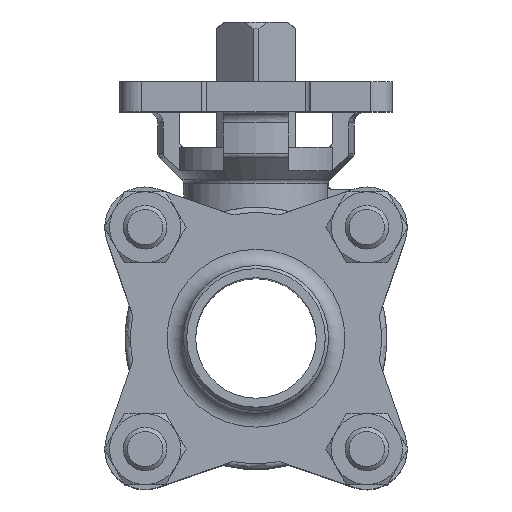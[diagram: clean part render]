
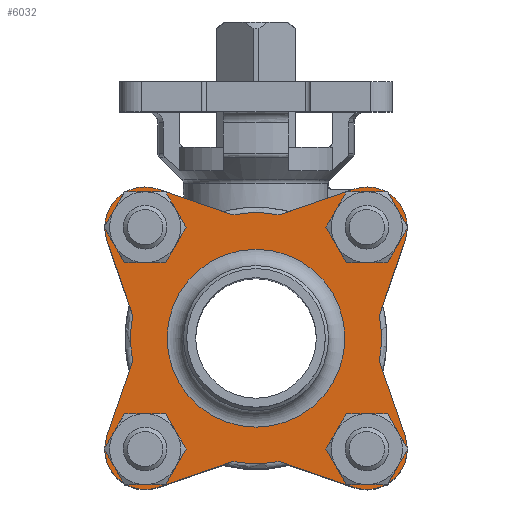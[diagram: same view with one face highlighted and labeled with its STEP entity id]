
A CAD part, top view. The second image highlights one B-rep face of the part: STEP entity #6032.
In plain terms, the highlighted planar face has unit normal (0, 0, 1).
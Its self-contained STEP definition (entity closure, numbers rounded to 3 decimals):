
#138=LINE('',#10367,#410);
#139=LINE('',#10371,#411);
#140=LINE('',#10372,#412);
#141=LINE('',#10376,#413);
#142=LINE('',#10377,#414);
#143=LINE('',#10381,#415);
#144=LINE('',#10382,#416);
#145=LINE('',#10386,#417);
#410=VECTOR('',#7796,1000.);
#411=VECTOR('',#7799,1000.);
#412=VECTOR('',#7800,1000.);
#413=VECTOR('',#7803,1000.);
#414=VECTOR('',#7804,1000.);
#415=VECTOR('',#7807,1000.);
#416=VECTOR('',#7808,1000.);
#417=VECTOR('',#7811,1000.);
#575=PLANE('',#6626);
#928=CIRCLE('',#6472,23.);
#931=CIRCLE('',#6476,23.);
#933=CIRCLE('',#6479,23.);
#1029=CIRCLE('',#6627,6.);
#1030=CIRCLE('',#6628,6.);
#1031=CIRCLE('',#6629,6.);
#1032=CIRCLE('',#6630,6.);
#1033=CIRCLE('',#6631,23.);
#1034=CIRCLE('',#6632,7.4);
#1035=CIRCLE('',#6633,7.4);
#1036=CIRCLE('',#6634,7.4);
#1037=CIRCLE('',#6635,7.4);
#1038=CIRCLE('',#6636,16.3);
#1759=ORIENTED_EDGE('',*,*,#3484,.F.);
#1760=ORIENTED_EDGE('',*,*,#3485,.F.);
#1761=ORIENTED_EDGE('',*,*,#3486,.F.);
#1762=ORIENTED_EDGE('',*,*,#3487,.F.);
#1763=ORIENTED_EDGE('',*,*,#3488,.F.);
#1764=ORIENTED_EDGE('',*,*,#3489,.T.);
#1765=ORIENTED_EDGE('',*,*,#3490,.T.);
#1766=ORIENTED_EDGE('',*,*,#3491,.T.);
#1767=ORIENTED_EDGE('',*,*,#3225,.F.);
#1768=ORIENTED_EDGE('',*,*,#3492,.T.);
#1769=ORIENTED_EDGE('',*,*,#3493,.T.);
#1770=ORIENTED_EDGE('',*,*,#3494,.T.);
#1771=ORIENTED_EDGE('',*,*,#3231,.F.);
#1772=ORIENTED_EDGE('',*,*,#3495,.T.);
#1773=ORIENTED_EDGE('',*,*,#3496,.T.);
#1774=ORIENTED_EDGE('',*,*,#3497,.T.);
#1775=ORIENTED_EDGE('',*,*,#3235,.F.);
#1776=ORIENTED_EDGE('',*,*,#3498,.T.);
#1777=ORIENTED_EDGE('',*,*,#3499,.T.);
#1778=ORIENTED_EDGE('',*,*,#3500,.T.);
#1779=ORIENTED_EDGE('',*,*,#3501,.T.);
#3225=EDGE_CURVE('',#4086,#4088,#928,.T.);
#3231=EDGE_CURVE('',#4093,#4091,#931,.T.);
#3235=EDGE_CURVE('',#4097,#4095,#933,.T.);
#3484=EDGE_CURVE('',#4279,#4279,#1029,.T.);
#3485=EDGE_CURVE('',#4280,#4280,#1030,.T.);
#3486=EDGE_CURVE('',#4281,#4281,#1031,.T.);
#3487=EDGE_CURVE('',#4282,#4282,#1032,.T.);
#3488=EDGE_CURVE('',#4283,#4284,#1033,.T.);
#3489=EDGE_CURVE('',#4283,#4285,#138,.T.);
#3490=EDGE_CURVE('',#4285,#4286,#1034,.T.);
#3491=EDGE_CURVE('',#4286,#4088,#139,.T.);
#3492=EDGE_CURVE('',#4086,#4287,#140,.T.);
#3493=EDGE_CURVE('',#4287,#4288,#1035,.T.);
#3494=EDGE_CURVE('',#4288,#4091,#141,.T.);
#3495=EDGE_CURVE('',#4093,#4289,#142,.T.);
#3496=EDGE_CURVE('',#4289,#4290,#1036,.T.);
#3497=EDGE_CURVE('',#4290,#4095,#143,.T.);
#3498=EDGE_CURVE('',#4097,#4291,#144,.T.);
#3499=EDGE_CURVE('',#4291,#4292,#1037,.T.);
#3500=EDGE_CURVE('',#4292,#4284,#145,.T.);
#3501=EDGE_CURVE('',#4293,#4293,#1038,.T.);
#4086=VERTEX_POINT('',#9593);
#4088=VERTEX_POINT('',#9596);
#4091=VERTEX_POINT('',#9613);
#4093=VERTEX_POINT('',#9622);
#4095=VERTEX_POINT('',#9632);
#4097=VERTEX_POINT('',#9641);
#4279=VERTEX_POINT('',#10357);
#4280=VERTEX_POINT('',#10359);
#4281=VERTEX_POINT('',#10361);
#4282=VERTEX_POINT('',#10363);
#4283=VERTEX_POINT('',#10365);
#4284=VERTEX_POINT('',#10366);
#4285=VERTEX_POINT('',#10368);
#4286=VERTEX_POINT('',#10370);
#4287=VERTEX_POINT('',#10373);
#4288=VERTEX_POINT('',#10375);
#4289=VERTEX_POINT('',#10378);
#4290=VERTEX_POINT('',#10380);
#4291=VERTEX_POINT('',#10383);
#4292=VERTEX_POINT('',#10385);
#4293=VERTEX_POINT('',#10388);
#4936=EDGE_LOOP('',(#1759));
#4937=EDGE_LOOP('',(#1760));
#4938=EDGE_LOOP('',(#1761));
#4939=EDGE_LOOP('',(#1762));
#4940=EDGE_LOOP('',(#1763,#1764,#1765,#1766,#1767,#1768,#1769,#1770,#1771,
#1772,#1773,#1774,#1775,#1776,#1777,#1778));
#4941=EDGE_LOOP('',(#1779));
#5437=FACE_BOUND('',#4936,.T.);
#5438=FACE_BOUND('',#4937,.T.);
#5439=FACE_BOUND('',#4938,.T.);
#5440=FACE_BOUND('',#4939,.T.);
#5441=FACE_BOUND('',#4940,.T.);
#5442=FACE_BOUND('',#4941,.T.);
#6032=ADVANCED_FACE('',(#5437,#5438,#5439,#5440,#5441,#5442),#575,.F.);
#6472=AXIS2_PLACEMENT_3D('',#9595,#7393,#7394);
#6476=AXIS2_PLACEMENT_3D('',#9623,#7401,#7402);
#6479=AXIS2_PLACEMENT_3D('',#9642,#7407,#7408);
#6626=AXIS2_PLACEMENT_3D('',#10355,#7784,#7785);
#6627=AXIS2_PLACEMENT_3D('',#10356,#7786,#7787);
#6628=AXIS2_PLACEMENT_3D('',#10358,#7788,#7789);
#6629=AXIS2_PLACEMENT_3D('',#10360,#7790,#7791);
#6630=AXIS2_PLACEMENT_3D('',#10362,#7792,#7793);
#6631=AXIS2_PLACEMENT_3D('',#10364,#7794,#7795);
#6632=AXIS2_PLACEMENT_3D('',#10369,#7797,#7798);
#6633=AXIS2_PLACEMENT_3D('',#10374,#7801,#7802);
#6634=AXIS2_PLACEMENT_3D('',#10379,#7805,#7806);
#6635=AXIS2_PLACEMENT_3D('',#10384,#7809,#7810);
#6636=AXIS2_PLACEMENT_3D('',#10387,#7812,#7813);
#7393=DIRECTION('',(0.,0.,-1.));
#7394=DIRECTION('',(-1.,0.,0.));
#7401=DIRECTION('',(0.,0.,-1.));
#7402=DIRECTION('',(-1.,0.,0.));
#7407=DIRECTION('',(0.,0.,-1.));
#7408=DIRECTION('',(-1.,0.,0.));
#7784=DIRECTION('',(0.,0.,-1.));
#7785=DIRECTION('',(-1.,0.,0.));
#7786=DIRECTION('',(0.,0.,1.));
#7787=DIRECTION('',(1.,0.,0.));
#7788=DIRECTION('',(0.,0.,1.));
#7789=DIRECTION('',(1.,0.,0.));
#7790=DIRECTION('',(0.,0.,1.));
#7791=DIRECTION('',(1.,0.,0.));
#7792=DIRECTION('',(0.,0.,1.));
#7793=DIRECTION('',(1.,0.,0.));
#7794=DIRECTION('',(0.,0.,-1.));
#7795=DIRECTION('',(-1.,0.,0.));
#7796=DIRECTION('',(-0.946,0.326,0.));
#7797=DIRECTION('',(0.,0.,1.));
#7798=DIRECTION('',(1.,0.,0.));
#7799=DIRECTION('',(0.326,-0.946,0.));
#7800=DIRECTION('',(-0.326,-0.946,0.));
#7801=DIRECTION('',(0.,0.,1.));
#7802=DIRECTION('',(1.,0.,0.));
#7803=DIRECTION('',(0.946,0.326,0.));
#7804=DIRECTION('',(0.946,-0.326,0.));
#7805=DIRECTION('',(0.,0.,1.));
#7806=DIRECTION('',(1.,0.,0.));
#7807=DIRECTION('',(-0.326,0.946,0.));
#7808=DIRECTION('',(0.326,0.946,0.));
#7809=DIRECTION('',(0.,0.,1.));
#7810=DIRECTION('',(1.,0.,0.));
#7811=DIRECTION('',(-0.946,-0.326,0.));
#7812=DIRECTION('',(0.,0.,-1.));
#7813=DIRECTION('',(-1.,0.,0.));
#9593=CARTESIAN_POINT('',(-22.609,-4.221,27.5));
#9595=CARTESIAN_POINT('',(0.,0.,27.5));
#9596=CARTESIAN_POINT('',(-22.609,4.221,27.5));
#9613=CARTESIAN_POINT('',(-4.221,-22.609,27.5));
#9622=CARTESIAN_POINT('',(4.221,-22.609,27.5));
#9623=CARTESIAN_POINT('',(0.,0.,27.5));
#9632=CARTESIAN_POINT('',(22.609,-4.221,27.5));
#9641=CARTESIAN_POINT('',(22.609,4.221,27.5));
#9642=CARTESIAN_POINT('',(0.,0.,27.5));
#10355=CARTESIAN_POINT('',(0.,0.,27.5));
#10356=CARTESIAN_POINT('',(20.329,-20.329,27.5));
#10357=CARTESIAN_POINT('',(26.329,-20.329,27.5));
#10358=CARTESIAN_POINT('',(-20.329,-20.329,27.5));
#10359=CARTESIAN_POINT('',(-14.329,-20.329,27.5));
#10360=CARTESIAN_POINT('',(-20.329,20.329,27.5));
#10361=CARTESIAN_POINT('',(-14.329,20.329,27.5));
#10362=CARTESIAN_POINT('',(20.329,20.329,27.5));
#10363=CARTESIAN_POINT('',(26.329,20.329,27.5));
#10364=CARTESIAN_POINT('',(0.,0.,27.5));
#10365=CARTESIAN_POINT('',(-4.221,22.609,27.5));
#10366=CARTESIAN_POINT('',(4.221,22.609,27.5));
#10367=CARTESIAN_POINT('',(0.,21.156,27.5));
#10368=CARTESIAN_POINT('',(-17.92,27.326,27.5));
#10369=CARTESIAN_POINT('',(-20.329,20.329,27.5));
#10370=CARTESIAN_POINT('',(-27.326,17.92,27.5));
#10371=CARTESIAN_POINT('',(-27.326,17.92,27.5));
#10372=CARTESIAN_POINT('',(-21.156,0.,27.5));
#10373=CARTESIAN_POINT('',(-27.326,-17.92,27.5));
#10374=CARTESIAN_POINT('',(-20.329,-20.329,27.5));
#10375=CARTESIAN_POINT('',(-17.92,-27.326,27.5));
#10376=CARTESIAN_POINT('',(-17.92,-27.326,27.5));
#10377=CARTESIAN_POINT('',(0.,-21.156,27.5));
#10378=CARTESIAN_POINT('',(17.92,-27.326,27.5));
#10379=CARTESIAN_POINT('',(20.329,-20.329,27.5));
#10380=CARTESIAN_POINT('',(27.326,-17.92,27.5));
#10381=CARTESIAN_POINT('',(27.326,-17.92,27.5));
#10382=CARTESIAN_POINT('',(21.156,0.,27.5));
#10383=CARTESIAN_POINT('',(27.326,17.92,27.5));
#10384=CARTESIAN_POINT('',(20.329,20.329,27.5));
#10385=CARTESIAN_POINT('',(17.92,27.326,27.5));
#10386=CARTESIAN_POINT('',(17.92,27.326,27.5));
#10387=CARTESIAN_POINT('',(0.,0.,27.5));
#10388=CARTESIAN_POINT('',(-16.3,0.,27.5));
